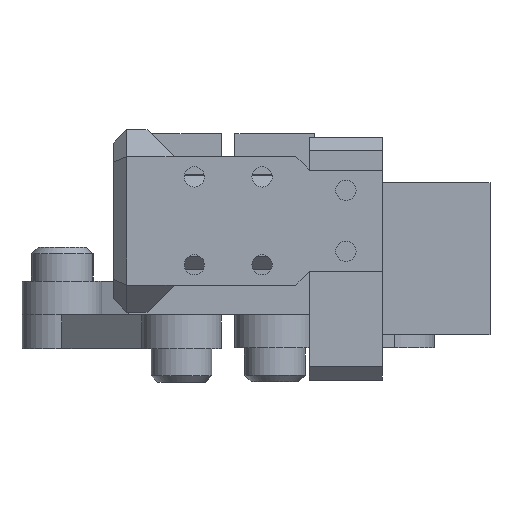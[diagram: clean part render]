
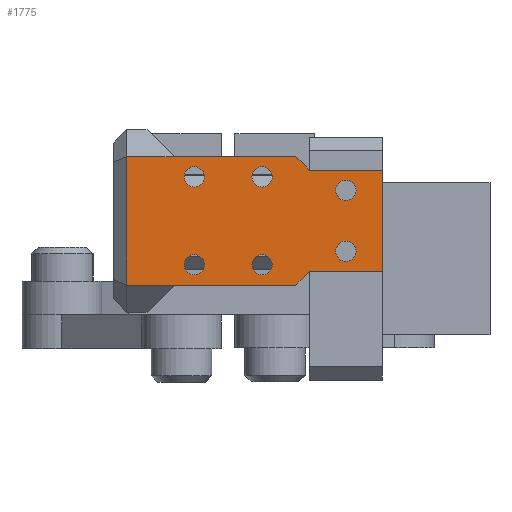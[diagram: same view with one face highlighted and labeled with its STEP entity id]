
A CAD part, front view. The second image highlights one B-rep face of the part: STEP entity #1775.
In plain terms, the highlighted planar face has unit normal (0, -1, 0).
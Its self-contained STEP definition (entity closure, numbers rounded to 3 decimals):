
#1586=CARTESIAN_POINT('',(0.,-17.121,47.929));
#1587=DIRECTION('',(0.,-1.,-0.));
#1588=DIRECTION('',(0.,0.,-1.));
#1589=AXIS2_PLACEMENT_3D('',#1586,#1587,#1588);
#1590=PLANE('',#1589);
#1591=CARTESIAN_POINT('',(-1.5,-17.121,52.429));
#1592=VERTEX_POINT('',#1591);
#1593=CARTESIAN_POINT('',(-8.5,-17.121,52.429));
#1594=VERTEX_POINT('',#1593);
#1595=CARTESIAN_POINT('',(-1.5,-17.121,52.429));
#1596=DIRECTION('',(-1.,0.,0.));
#1597=VECTOR('',#1596,7.);
#1598=LINE('',#1595,#1597);
#1599=EDGE_CURVE('',#1592,#1594,#1598,.T.);
#1600=ORIENTED_EDGE('',*,*,#1599,.T.);
#1601=CARTESIAN_POINT('',(-8.5,-17.121,33.429));
#1602=VERTEX_POINT('',#1601);
#1603=CARTESIAN_POINT('',(-8.5,-17.121,52.429));
#1604=DIRECTION('',(0.,0.,-1.));
#1605=VECTOR('',#1604,19.);
#1606=LINE('',#1603,#1605);
#1607=EDGE_CURVE('',#1594,#1602,#1606,.T.);
#1608=ORIENTED_EDGE('',*,*,#1607,.T.);
#1609=CARTESIAN_POINT('',(-1.5,-17.121,33.429));
#1610=VERTEX_POINT('',#1609);
#1611=CARTESIAN_POINT('',(-8.5,-17.121,33.429));
#1612=DIRECTION('',(1.,0.,-0.));
#1613=VECTOR('',#1612,7.);
#1614=LINE('',#1611,#1613);
#1615=EDGE_CURVE('',#1602,#1610,#1614,.T.);
#1616=ORIENTED_EDGE('',*,*,#1615,.T.);
#1617=CARTESIAN_POINT('',(16.5,-17.121,33.429));
#1618=VERTEX_POINT('',#1617);
#1619=CARTESIAN_POINT('',(16.5,-17.121,33.429));
#1620=DIRECTION('',(-1.,0.,-0.));
#1621=VECTOR('',#1620,18.);
#1622=LINE('',#1619,#1621);
#1623=EDGE_CURVE('',#1618,#1610,#1622,.T.);
#1624=ORIENTED_EDGE('',*,*,#1623,.F.);
#1625=CARTESIAN_POINT('',(18.5,-17.121,35.429));
#1626=VERTEX_POINT('',#1625);
#1627=CARTESIAN_POINT('',(16.5,-17.121,33.429));
#1628=DIRECTION('',(0.707,-0.,0.707));
#1629=VECTOR('',#1628,2.828);
#1630=LINE('',#1627,#1629);
#1631=EDGE_CURVE('',#1618,#1626,#1630,.T.);
#1632=ORIENTED_EDGE('',*,*,#1631,.T.);
#1633=CARTESIAN_POINT('',(29.3,-17.121,35.429));
#1634=VERTEX_POINT('',#1633);
#1635=CARTESIAN_POINT('',(29.3,-17.121,35.429));
#1636=DIRECTION('',(-1.,0.,-0.));
#1637=VECTOR('',#1636,10.8);
#1638=LINE('',#1635,#1637);
#1639=EDGE_CURVE('',#1634,#1626,#1638,.T.);
#1640=ORIENTED_EDGE('',*,*,#1639,.F.);
#1641=CARTESIAN_POINT('',(29.3,-17.121,50.429));
#1642=VERTEX_POINT('',#1641);
#1643=CARTESIAN_POINT('',(29.3,-17.121,50.429));
#1644=DIRECTION('',(0.,0.,-1.));
#1645=VECTOR('',#1644,15.);
#1646=LINE('',#1643,#1645);
#1647=EDGE_CURVE('',#1642,#1634,#1646,.T.);
#1648=ORIENTED_EDGE('',*,*,#1647,.F.);
#1649=CARTESIAN_POINT('',(18.5,-17.121,50.429));
#1650=VERTEX_POINT('',#1649);
#1651=CARTESIAN_POINT('',(29.3,-17.121,50.429));
#1652=DIRECTION('',(-1.,0.,-0.));
#1653=VECTOR('',#1652,10.8);
#1654=LINE('',#1651,#1653);
#1655=EDGE_CURVE('',#1642,#1650,#1654,.T.);
#1656=ORIENTED_EDGE('',*,*,#1655,.T.);
#1657=CARTESIAN_POINT('',(16.5,-17.121,52.429));
#1658=VERTEX_POINT('',#1657);
#1659=CARTESIAN_POINT('',(18.5,-17.121,50.429));
#1660=DIRECTION('',(-0.707,-0.,0.707));
#1661=VECTOR('',#1660,2.828);
#1662=LINE('',#1659,#1661);
#1663=EDGE_CURVE('',#1650,#1658,#1662,.T.);
#1664=ORIENTED_EDGE('',*,*,#1663,.T.);
#1665=CARTESIAN_POINT('',(-1.5,-17.121,52.429));
#1666=DIRECTION('',(1.,-0.,0.));
#1667=VECTOR('',#1666,18.);
#1668=LINE('',#1665,#1667);
#1669=EDGE_CURVE('',#1592,#1658,#1668,.T.);
#1670=ORIENTED_EDGE('',*,*,#1669,.F.);
#1671=EDGE_LOOP('',(#1600,#1608,#1616,#1624,#1632,#1640,#1648,#1656,#1664,#1670));
#1672=FACE_BOUND('',#1671,.T.);
#1673=CARTESIAN_POINT('',(23.9,-17.121,48.929));
#1674=VERTEX_POINT('',#1673);
#1675=CARTESIAN_POINT('',(23.9,-17.121,47.429));
#1676=DIRECTION('',(-0.,-1.,-0.));
#1677=DIRECTION('',(0.,-0.,1.));
#1678=AXIS2_PLACEMENT_3D('',#1675,#1676,#1677);
#1679=CIRCLE('',#1678,1.5);
#1680=EDGE_CURVE('',#1674,#1674,#1679,.T.);
#1681=ORIENTED_EDGE('',*,*,#1680,.F.);
#1682=EDGE_LOOP('',(#1681));
#1683=FACE_BOUND('',#1682,.T.);
#1684=CARTESIAN_POINT('',(23.9,-17.121,39.929));
#1685=VERTEX_POINT('',#1684);
#1686=CARTESIAN_POINT('',(23.9,-17.121,38.429));
#1687=DIRECTION('',(-0.,-1.,-0.));
#1688=DIRECTION('',(0.,-0.,1.));
#1689=AXIS2_PLACEMENT_3D('',#1686,#1687,#1688);
#1690=CIRCLE('',#1689,1.5);
#1691=EDGE_CURVE('',#1685,#1685,#1690,.T.);
#1692=ORIENTED_EDGE('',*,*,#1691,.F.);
#1693=EDGE_LOOP('',(#1692));
#1694=FACE_BOUND('',#1693,.T.);
#1695=CARTESIAN_POINT('',(13.,-17.121,49.429));
#1696=VERTEX_POINT('',#1695);
#1697=CARTESIAN_POINT('',(10.,-17.121,49.429));
#1698=VERTEX_POINT('',#1697);
#1699=CARTESIAN_POINT('',(11.5,-17.121,49.429));
#1700=DIRECTION('',(0.,1.,0.));
#1701=DIRECTION('',(1.,-0.,0.));
#1702=AXIS2_PLACEMENT_3D('',#1699,#1700,#1701);
#1703=CIRCLE('',#1702,1.5);
#1704=EDGE_CURVE('',#1696,#1698,#1703,.T.);
#1705=ORIENTED_EDGE('',*,*,#1704,.T.);
#1706=CARTESIAN_POINT('',(11.5,-17.121,49.429));
#1707=DIRECTION('',(0.,1.,0.));
#1708=DIRECTION('',(1.,-0.,0.));
#1709=AXIS2_PLACEMENT_3D('',#1706,#1707,#1708);
#1710=CIRCLE('',#1709,1.5);
#1711=EDGE_CURVE('',#1698,#1696,#1710,.T.);
#1712=ORIENTED_EDGE('',*,*,#1711,.T.);
#1713=EDGE_LOOP('',(#1705,#1712));
#1714=FACE_BOUND('',#1713,.T.);
#1715=CARTESIAN_POINT('',(3.,-17.121,49.429));
#1716=VERTEX_POINT('',#1715);
#1717=CARTESIAN_POINT('',(-0.,-17.121,49.429));
#1718=VERTEX_POINT('',#1717);
#1719=CARTESIAN_POINT('',(1.5,-17.121,49.429));
#1720=DIRECTION('',(0.,1.,0.));
#1721=DIRECTION('',(1.,-0.,0.));
#1722=AXIS2_PLACEMENT_3D('',#1719,#1720,#1721);
#1723=CIRCLE('',#1722,1.5);
#1724=EDGE_CURVE('',#1716,#1718,#1723,.T.);
#1725=ORIENTED_EDGE('',*,*,#1724,.T.);
#1726=CARTESIAN_POINT('',(1.5,-17.121,49.429));
#1727=DIRECTION('',(0.,1.,0.));
#1728=DIRECTION('',(1.,-0.,0.));
#1729=AXIS2_PLACEMENT_3D('',#1726,#1727,#1728);
#1730=CIRCLE('',#1729,1.5);
#1731=EDGE_CURVE('',#1718,#1716,#1730,.T.);
#1732=ORIENTED_EDGE('',*,*,#1731,.T.);
#1733=EDGE_LOOP('',(#1725,#1732));
#1734=FACE_BOUND('',#1733,.T.);
#1735=CARTESIAN_POINT('',(3.,-17.121,36.429));
#1736=VERTEX_POINT('',#1735);
#1737=CARTESIAN_POINT('',(-0.,-17.121,36.429));
#1738=VERTEX_POINT('',#1737);
#1739=CARTESIAN_POINT('',(1.5,-17.121,36.429));
#1740=DIRECTION('',(0.,1.,0.));
#1741=DIRECTION('',(1.,-0.,0.));
#1742=AXIS2_PLACEMENT_3D('',#1739,#1740,#1741);
#1743=CIRCLE('',#1742,1.5);
#1744=EDGE_CURVE('',#1736,#1738,#1743,.T.);
#1745=ORIENTED_EDGE('',*,*,#1744,.T.);
#1746=CARTESIAN_POINT('',(1.5,-17.121,36.429));
#1747=DIRECTION('',(0.,1.,0.));
#1748=DIRECTION('',(1.,-0.,0.));
#1749=AXIS2_PLACEMENT_3D('',#1746,#1747,#1748);
#1750=CIRCLE('',#1749,1.5);
#1751=EDGE_CURVE('',#1738,#1736,#1750,.T.);
#1752=ORIENTED_EDGE('',*,*,#1751,.T.);
#1753=EDGE_LOOP('',(#1745,#1752));
#1754=FACE_BOUND('',#1753,.T.);
#1755=CARTESIAN_POINT('',(13.,-17.121,36.429));
#1756=VERTEX_POINT('',#1755);
#1757=CARTESIAN_POINT('',(10.,-17.121,36.429));
#1758=VERTEX_POINT('',#1757);
#1759=CARTESIAN_POINT('',(11.5,-17.121,36.429));
#1760=DIRECTION('',(0.,1.,0.));
#1761=DIRECTION('',(1.,-0.,0.));
#1762=AXIS2_PLACEMENT_3D('',#1759,#1760,#1761);
#1763=CIRCLE('',#1762,1.5);
#1764=EDGE_CURVE('',#1756,#1758,#1763,.T.);
#1765=ORIENTED_EDGE('',*,*,#1764,.T.);
#1766=CARTESIAN_POINT('',(11.5,-17.121,36.429));
#1767=DIRECTION('',(0.,1.,0.));
#1768=DIRECTION('',(1.,-0.,0.));
#1769=AXIS2_PLACEMENT_3D('',#1766,#1767,#1768);
#1770=CIRCLE('',#1769,1.5);
#1771=EDGE_CURVE('',#1758,#1756,#1770,.T.);
#1772=ORIENTED_EDGE('',*,*,#1771,.T.);
#1773=EDGE_LOOP('',(#1765,#1772));
#1774=FACE_BOUND('',#1773,.T.);
#1775=ADVANCED_FACE('',(#1672,#1683,#1694,#1714,#1734,#1754,#1774),#1590,.T.);
